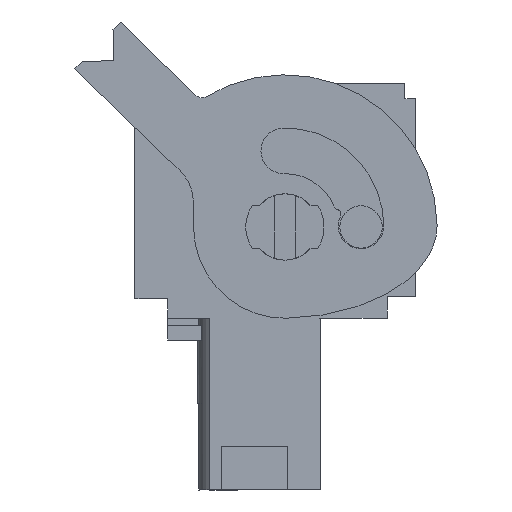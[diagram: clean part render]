
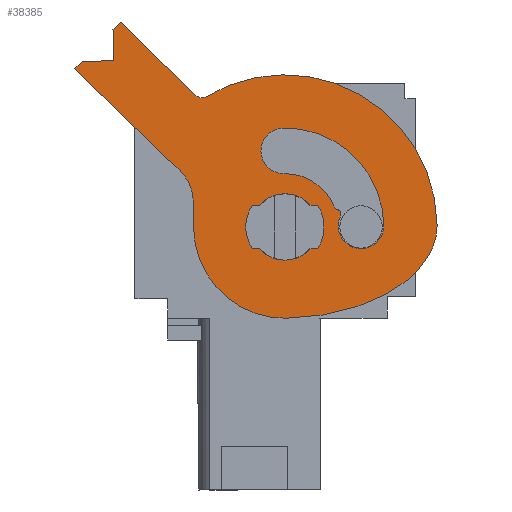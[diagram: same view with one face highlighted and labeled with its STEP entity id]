
A CAD part, left-side view. The second image highlights one B-rep face of the part: STEP entity #38385.
In plain terms, the highlighted planar face has unit normal (-1, 0, 0).
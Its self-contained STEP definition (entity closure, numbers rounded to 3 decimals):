
#37724=AXIS2_PLACEMENT_3D('Circle Axis2P3D',#37722,#37723,$) ;
#37927=AXIS2_PLACEMENT_3D('Circle Axis2P3D',#37925,#37926,$) ;
#37958=AXIS2_PLACEMENT_3D('Circle Axis2P3D',#37956,#37957,$) ;
#38111=AXIS2_PLACEMENT_3D('Circle Axis2P3D',#38109,#38110,$) ;
#38142=AXIS2_PLACEMENT_3D('Circle Axis2P3D',#38140,#38141,$) ;
#38166=AXIS2_PLACEMENT_3D('Circle Axis2P3D',#38164,#38165,$) ;
#38190=AXIS2_PLACEMENT_3D('Circle Axis2P3D',#38188,#38189,$) ;
#38214=AXIS2_PLACEMENT_3D('Circle Axis2P3D',#38212,#38213,$) ;
#38231=AXIS2_PLACEMENT_3D('Circle Axis2P3D',#38229,#38230,$) ;
#38248=AXIS2_PLACEMENT_3D('Circle Axis2P3D',#38246,#38247,$) ;
#38296=AXIS2_PLACEMENT_3D('Circle Axis2P3D',#38294,#38295,$) ;
#38352=AXIS2_PLACEMENT_3D('Plane Axis2P3D',#38349,#38350,#38351) ;
#38370=AXIS2_PLACEMENT_3D('Circle Axis2P3D',#38368,#38369,$) ;
#37719=CARTESIAN_POINT('Vertex',(0.5,6.999,13.625)) ;
#37722=CARTESIAN_POINT('Axis2P3D Location',(0.5,6.999,12.1)) ;
#37726=CARTESIAN_POINT('Vertex',(0.5,6.999,10.575)) ;
#37922=CARTESIAN_POINT('Vertex',(0.5,10.607,18.099)) ;
#37925=CARTESIAN_POINT('Axis2P3D Location',(0.5,6.999,12.1)) ;
#37929=CARTESIAN_POINT('Vertex',(0.5,0.,12.21)) ;
#37953=CARTESIAN_POINT('Vertex',(0.5,6.933,7.901)) ;
#37956=CARTESIAN_POINT('Axis2P3D Location',(0.5,6.999,12.1)) ;
#37960=CARTESIAN_POINT('Vertex',(0.5,11.198,12.034)) ;
#37984=CARTESIAN_POINT('Vertex',(0.5,16.66,19.374)) ;
#37987=CARTESIAN_POINT('Line Origine',(0.5,16.492,19.547)) ;
#37991=CARTESIAN_POINT('Vertex',(0.5,16.324,19.72)) ;
#38011=CARTESIAN_POINT('Line Origine',(0.5,15.605,19.732)) ;
#38015=CARTESIAN_POINT('Vertex',(0.5,14.886,19.743)) ;
#38035=CARTESIAN_POINT('Line Origine',(0.5,14.897,20.462)) ;
#38039=CARTESIAN_POINT('Vertex',(0.5,14.909,21.181)) ;
#38054=CARTESIAN_POINT('Line Origine',(0.5,14.741,21.355)) ;
#38058=CARTESIAN_POINT('Vertex',(0.5,14.573,21.528)) ;
#38078=CARTESIAN_POINT('Line Origine',(0.5,12.832,19.841)) ;
#38082=CARTESIAN_POINT('Vertex',(0.5,11.091,18.154)) ;
#38106=CARTESIAN_POINT('Vertex',(0.5,7.038,14.55)) ;
#38109=CARTESIAN_POINT('Axis2P3D Location',(0.5,6.999,12.1)) ;
#38113=CARTESIAN_POINT('Vertex',(0.5,4.727,13.018)) ;
#38137=CARTESIAN_POINT('Vertex',(0.5,4.583,12.897)) ;
#38140=CARTESIAN_POINT('Axis2P3D Location',(0.5,4.624,12.701)) ;
#38144=CARTESIAN_POINT('Vertex',(0.5,4.444,12.614)) ;
#38164=CARTESIAN_POINT('Axis2P3D Location',(0.5,4.542,13.093)) ;
#38185=CARTESIAN_POINT('Vertex',(0.5,7.071,16.649)) ;
#38188=CARTESIAN_POINT('Axis2P3D Location',(0.5,7.054,15.6)) ;
#38209=CARTESIAN_POINT('Vertex',(0.5,2.45,12.172)) ;
#38212=CARTESIAN_POINT('Axis2P3D Location',(0.5,6.999,12.1)) ;
#38229=CARTESIAN_POINT('Axis2P3D Location',(0.5,3.499,12.155)) ;
#38246=CARTESIAN_POINT('Axis2P3D Location',(0.5,10.813,18.442)) ;
#38267=CARTESIAN_POINT('Vertex',(0.5,11.826,14.689)) ;
#38270=CARTESIAN_POINT('Line Origine',(0.5,14.243,17.031)) ;
#38291=CARTESIAN_POINT('Vertex',(0.5,11.218,13.284)) ;
#38294=CARTESIAN_POINT('Axis2P3D Location',(0.5,13.218,13.253)) ;
#38311=CARTESIAN_POINT('Line Origine',(0.5,11.208,12.659)) ;
#38332=CARTESIAN_POINT('Control Point',(0.5,6.933,7.901)) ;
#38333=CARTESIAN_POINT('Control Point',(0.5,5.853,7.917)) ;
#38334=CARTESIAN_POINT('Control Point',(0.5,4.775,8.059)) ;
#38335=CARTESIAN_POINT('Control Point',(0.5,3.734,8.326)) ;
#38336=CARTESIAN_POINT('Control Point',(0.5,1.928,9.07)) ;
#38337=CARTESIAN_POINT('Control Point',(0.5,0.648,10.227)) ;
#38338=CARTESIAN_POINT('Control Point',(0.5,0.205,10.857)) ;
#38339=CARTESIAN_POINT('Control Point',(0.5,-0.011,11.535)) ;
#38340=CARTESIAN_POINT('Control Point',(0.5,0.,12.21)) ;
#38349=CARTESIAN_POINT('Axis2P3D Location',(0.5,8.399,24.2)) ;
#38368=CARTESIAN_POINT('Axis2P3D Location',(0.5,6.999,12.1)) ;
#37723=DIRECTION('Axis2P3D Direction',(-1.,0.,0.)) ;
#37926=DIRECTION('Axis2P3D Direction',(-1.,0.,0.)) ;
#37957=DIRECTION('Axis2P3D Direction',(-1.,0.,0.)) ;
#37988=DIRECTION('Vector Direction',(0.,-0.696,0.718)) ;
#38012=DIRECTION('Vector Direction',(0.,-1.,0.016)) ;
#38036=DIRECTION('Vector Direction',(0.,0.016,1.)) ;
#38055=DIRECTION('Vector Direction',(0.,-0.696,0.718)) ;
#38079=DIRECTION('Vector Direction',(0.,-0.718,-0.696)) ;
#38110=DIRECTION('Axis2P3D Direction',(-1.,0.,0.)) ;
#38141=DIRECTION('Axis2P3D Direction',(-1.,0.,0.)) ;
#38165=DIRECTION('Axis2P3D Direction',(-1.,0.,0.)) ;
#38189=DIRECTION('Axis2P3D Direction',(-1.,0.,0.)) ;
#38213=DIRECTION('Axis2P3D Direction',(-1.,0.,0.)) ;
#38230=DIRECTION('Axis2P3D Direction',(-1.,0.,0.)) ;
#38247=DIRECTION('Axis2P3D Direction',(-1.,0.,0.)) ;
#38271=DIRECTION('Vector Direction',(0.,-0.718,-0.696)) ;
#38295=DIRECTION('Axis2P3D Direction',(-1.,0.,0.)) ;
#38312=DIRECTION('Vector Direction',(0.,-0.016,-1.)) ;
#38350=DIRECTION('Axis2P3D Direction',(1.,0.,0.)) ;
#38351=DIRECTION('Axis2P3D XDirection',(0.,0.,-1.)) ;
#38369=DIRECTION('Axis2P3D Direction',(1.,0.,0.)) ;
#37989=VECTOR('Line Direction',#37988,1.) ;
#38013=VECTOR('Line Direction',#38012,1.) ;
#38037=VECTOR('Line Direction',#38036,1.) ;
#38056=VECTOR('Line Direction',#38055,1.) ;
#38080=VECTOR('Line Direction',#38079,1.) ;
#38272=VECTOR('Line Direction',#38271,1.) ;
#38313=VECTOR('Line Direction',#38312,1.) ;
#38355=ORIENTED_EDGE('',*,*,#38341,.T.) ;
#38356=ORIENTED_EDGE('',*,*,#37931,.F.) ;
#38357=ORIENTED_EDGE('',*,*,#38250,.T.) ;
#38358=ORIENTED_EDGE('',*,*,#38084,.F.) ;
#38359=ORIENTED_EDGE('',*,*,#38060,.F.) ;
#38360=ORIENTED_EDGE('',*,*,#38041,.F.) ;
#38361=ORIENTED_EDGE('',*,*,#38017,.F.) ;
#38362=ORIENTED_EDGE('',*,*,#37993,.F.) ;
#38363=ORIENTED_EDGE('',*,*,#38274,.T.) ;
#38364=ORIENTED_EDGE('',*,*,#38298,.T.) ;
#38365=ORIENTED_EDGE('',*,*,#38315,.T.) ;
#38366=ORIENTED_EDGE('',*,*,#37962,.F.) ;
#38374=ORIENTED_EDGE('',*,*,#38372,.T.) ;
#38375=ORIENTED_EDGE('',*,*,#37728,.T.) ;
#38378=ORIENTED_EDGE('',*,*,#38216,.T.) ;
#38379=ORIENTED_EDGE('',*,*,#38233,.T.) ;
#38380=ORIENTED_EDGE('',*,*,#38146,.F.) ;
#38381=ORIENTED_EDGE('',*,*,#38168,.T.) ;
#38382=ORIENTED_EDGE('',*,*,#38115,.F.) ;
#38383=ORIENTED_EDGE('',*,*,#38192,.T.) ;
#38376=FACE_BOUND('',#38373,.T.) ;
#38384=FACE_BOUND('',#38377,.T.) ;
#38385=ADVANCED_FACE('L\X2\00F6\X0\sehebel.2',(#38367,#38376,#38384),#38353,.F.) ;
#38331=B_SPLINE_CURVE_WITH_KNOTS('',5,(#38332,#38333,#38334,#38335,#38336,#38337,#38338,#38339,#38340),.UNSPECIFIED.,.F.,.U.,(6,3,6),(0.,8.296,15.673),.UNSPECIFIED.) ;
#37725=CIRCLE('generated circle',#37724,1.525) ;
#37928=CIRCLE('generated circle',#37927,7.) ;
#37959=CIRCLE('generated circle',#37958,4.2) ;
#38112=CIRCLE('generated circle',#38111,2.45) ;
#38143=CIRCLE('generated circle',#38142,0.2) ;
#38167=CIRCLE('generated circle',#38166,0.2) ;
#38191=CIRCLE('generated circle',#38190,1.05) ;
#38215=CIRCLE('generated circle',#38214,4.55) ;
#38232=CIRCLE('generated circle',#38231,1.05) ;
#38249=CIRCLE('generated circle',#38248,0.4) ;
#38297=CIRCLE('generated circle',#38296,2.) ;
#38371=CIRCLE('generated circle',#38370,1.525) ;
#37728=EDGE_CURVE('',#37727,#37720,#37725,.F.) ;
#37931=EDGE_CURVE('',#37923,#37930,#37928,.F.) ;
#37962=EDGE_CURVE('',#37954,#37961,#37959,.F.) ;
#37993=EDGE_CURVE('',#37985,#37992,#37990,.T.) ;
#38017=EDGE_CURVE('',#37992,#38016,#38014,.T.) ;
#38041=EDGE_CURVE('',#38016,#38040,#38038,.T.) ;
#38060=EDGE_CURVE('',#38040,#38059,#38057,.T.) ;
#38084=EDGE_CURVE('',#38059,#38083,#38081,.T.) ;
#38115=EDGE_CURVE('',#38107,#38114,#38112,.F.) ;
#38146=EDGE_CURVE('',#38138,#38145,#38143,.F.) ;
#38168=EDGE_CURVE('',#38138,#38114,#38167,.F.) ;
#38192=EDGE_CURVE('',#38107,#38186,#38191,.F.) ;
#38216=EDGE_CURVE('',#38186,#38210,#38215,.F.) ;
#38233=EDGE_CURVE('',#38210,#38145,#38232,.F.) ;
#38250=EDGE_CURVE('',#37923,#38083,#38249,.F.) ;
#38274=EDGE_CURVE('',#37985,#38268,#38273,.T.) ;
#38298=EDGE_CURVE('',#38268,#38292,#38297,.F.) ;
#38315=EDGE_CURVE('',#38292,#37961,#38314,.T.) ;
#38341=EDGE_CURVE('',#37954,#37930,#38331,.T.) ;
#38372=EDGE_CURVE('',#37720,#37727,#38371,.T.) ;
#38354=EDGE_LOOP('',(#38355,#38356,#38357,#38358,#38359,#38360,#38361,#38362,#38363,#38364,#38365,#38366)) ;
#38373=EDGE_LOOP('',(#38374,#38375)) ;
#38377=EDGE_LOOP('',(#38378,#38379,#38380,#38381,#38382,#38383)) ;
#38367=FACE_OUTER_BOUND('',#38354,.T.) ;
#37990=LINE('Line',#37987,#37989) ;
#38014=LINE('Line',#38011,#38013) ;
#38038=LINE('Line',#38035,#38037) ;
#38057=LINE('Line',#38054,#38056) ;
#38081=LINE('Line',#38078,#38080) ;
#38273=LINE('Line',#38270,#38272) ;
#38314=LINE('Line',#38311,#38313) ;
#38353=PLANE('',#38352) ;
#37720=VERTEX_POINT('',#37719) ;
#37727=VERTEX_POINT('',#37726) ;
#37923=VERTEX_POINT('',#37922) ;
#37930=VERTEX_POINT('',#37929) ;
#37954=VERTEX_POINT('',#37953) ;
#37961=VERTEX_POINT('',#37960) ;
#37985=VERTEX_POINT('',#37984) ;
#37992=VERTEX_POINT('',#37991) ;
#38016=VERTEX_POINT('',#38015) ;
#38040=VERTEX_POINT('',#38039) ;
#38059=VERTEX_POINT('',#38058) ;
#38083=VERTEX_POINT('',#38082) ;
#38107=VERTEX_POINT('',#38106) ;
#38114=VERTEX_POINT('',#38113) ;
#38138=VERTEX_POINT('',#38137) ;
#38145=VERTEX_POINT('',#38144) ;
#38186=VERTEX_POINT('',#38185) ;
#38210=VERTEX_POINT('',#38209) ;
#38268=VERTEX_POINT('',#38267) ;
#38292=VERTEX_POINT('',#38291) ;
